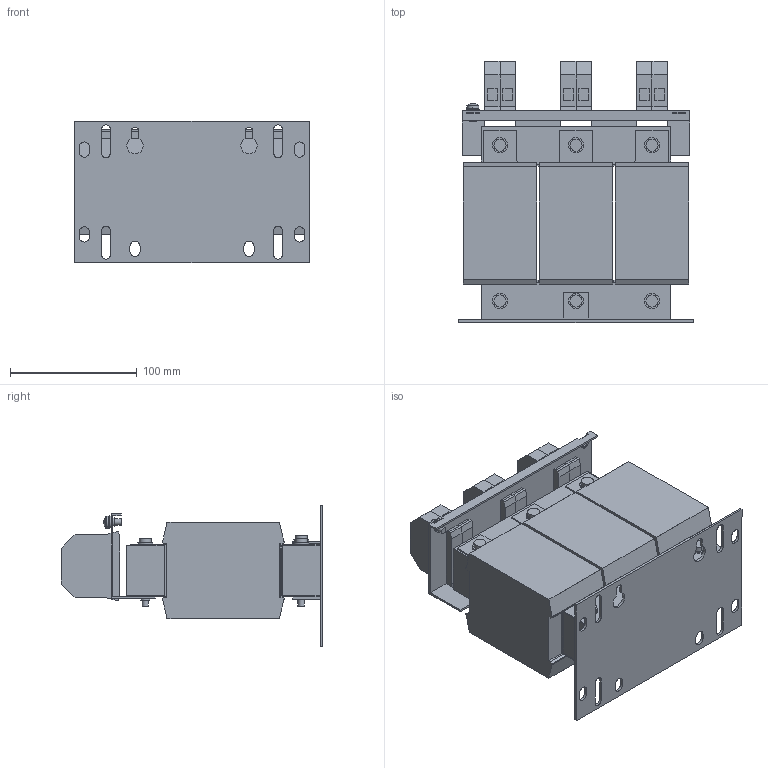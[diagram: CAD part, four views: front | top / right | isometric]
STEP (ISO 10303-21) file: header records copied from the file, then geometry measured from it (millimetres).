
FILE_DESCRIPTION (( 'STEP AP214' ), '1' );
FILE_NAME ('1184560.STEP', '2026-04-22T12:35:02', ( '' ), ( '' ), 'SwSTEP 2.0', 'SolidWorks 2022', '' );
FILE_SCHEMA (( 'AUTOMOTIVE_DESIGN' ));
Length unit declared in the file: millimetre
Products named in the file (1): 1184560
Bounding box: 185 x 206.3 x 112 mm (x, y, z)
Volume: 1817201.6 mm3; surface area: 225125.8 mm2
Topology: 1 solids, 2 shells, 901 faces, 2417 edges, 1560 vertices
Faces by surface type: plane 735, cylinder 162, torus 2, sphere 2
Entity records: 27871 total; most frequent: CARTESIAN_POINT 4879, ORIENTED_EDGE 4834, DIRECTION 4569, EDGE_CURVE 2417, LINE 2069, VECTOR 2069, VERTEX_POINT 1560, AXIS2_PLACEMENT_3D 1250
